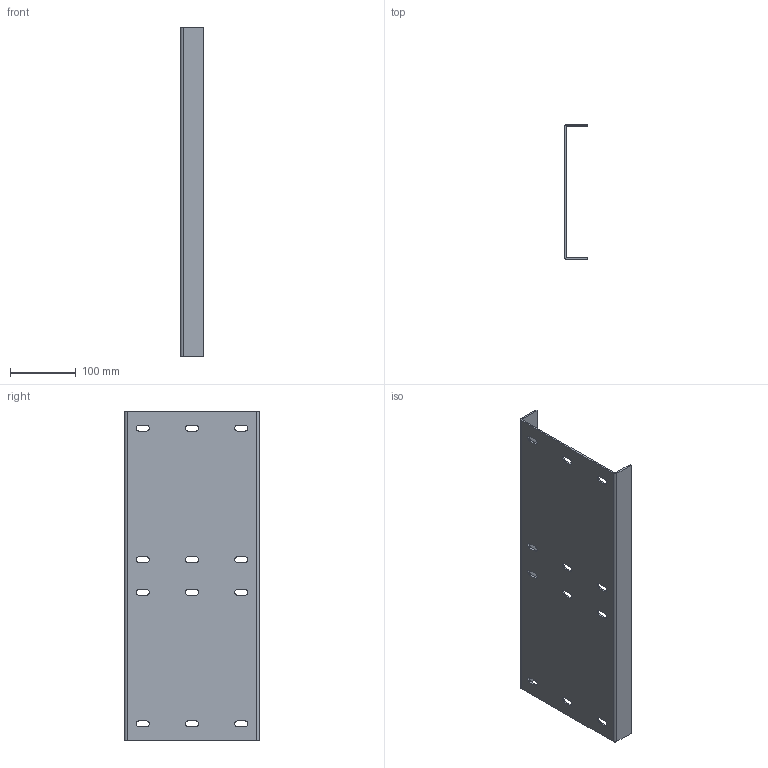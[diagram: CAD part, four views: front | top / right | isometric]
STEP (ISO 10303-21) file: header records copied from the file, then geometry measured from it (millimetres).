
FILE_DESCRIPTION (( 'STEP AP214' ), '1' );
FILE_NAME ('6232507.stp', '2018-01-09T09:45:06', ( '' ), ( '' ), 'SwSTEP 2.0', 'SolidWorks 2016', '' );
FILE_SCHEMA (( 'AUTOMOTIVE_DESIGN' ));
Length unit declared in the file: millimetre
Products named in the file (1): 6232507
Bounding box: 35 x 205.5 x 500 mm (x, y, z)
Volume: 330295.7 mm3; surface area: 269585.5 mm2
Topology: 1 solids, 1 shells, 70 faces, 188 edges, 120 vertices
Faces by surface type: plane 42, cylinder 28
Entity records: 2262 total; most frequent: DIRECTION 386, CARTESIAN_POINT 379, ORIENTED_EDGE 376, EDGE_CURVE 188, LINE 132, VECTOR 132, AXIS2_PLACEMENT_3D 127, VERTEX_POINT 120
